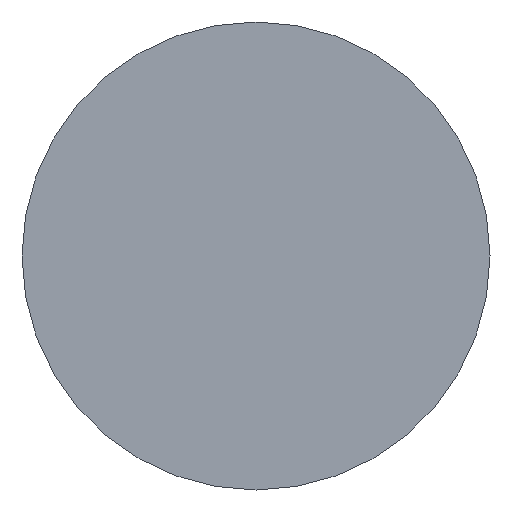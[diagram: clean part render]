
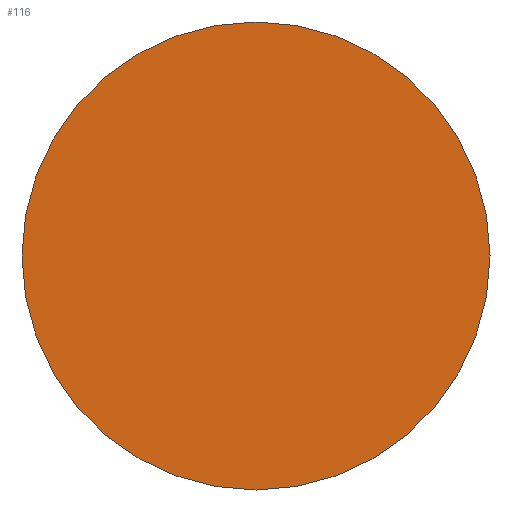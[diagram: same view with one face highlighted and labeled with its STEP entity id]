
A CAD part, front view. The second image highlights one B-rep face of the part: STEP entity #116.
In plain terms, the highlighted planar face has unit normal (0, -1, 0).
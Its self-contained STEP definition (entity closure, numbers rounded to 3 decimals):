
#4 = DIRECTION ( 'NONE',  ( 0., 1., 0. ) ) ;
#7 = CARTESIAN_POINT ( 'NONE',  ( 50., 10., -15. ) ) ;
#22 = CARTESIAN_POINT ( 'NONE',  ( 0., 10., 0. ) ) ;
#30 = CARTESIAN_POINT ( 'NONE',  ( 0., 10., 5. ) ) ;
#38 = CIRCLE ( 'NONE', #79, 5. ) ;
#59 = DIRECTION ( 'NONE',  ( 0., 0., 1. ) ) ;
#71 = DIRECTION ( 'NONE',  ( 0., 0., -1. ) ) ;
#79 = AXIS2_PLACEMENT_3D ( 'NONE', #164, #97, #71 ) ;
#82 = DIRECTION ( 'NONE',  ( 0., 1., 0. ) ) ;
#88 = CIRCLE ( 'NONE', #112, 5. ) ;
#95 = DIRECTION ( 'NONE',  ( 0., 0., -1. ) ) ;
#97 = DIRECTION ( 'NONE',  ( 0., 1., 0. ) ) ;
#98 = PLANE ( 'NONE',  #152 ) ;
#107 = VERTEX_POINT ( 'NONE', #132 ) ;
#112 = AXIS2_PLACEMENT_3D ( 'NONE', #22, #82, #95 ) ;
#116 = ADVANCED_FACE ( 'NONE', ( #129 ), #98, .F. ) ;
#117 = EDGE_LOOP ( 'NONE', ( #175, #124 ) ) ;
#124 = ORIENTED_EDGE ( 'NONE', *, *, #131, .F. ) ;
#129 = FACE_OUTER_BOUND ( 'NONE', #117, .T. ) ;
#131 = EDGE_CURVE ( 'NONE', #138, #107, #88, .T. ) ;
#132 = CARTESIAN_POINT ( 'NONE',  ( 0., 10., -5. ) ) ;
#138 = VERTEX_POINT ( 'NONE', #30 ) ;
#140 = EDGE_CURVE ( 'NONE', #107, #138, #38, .T. ) ;
#152 = AXIS2_PLACEMENT_3D ( 'NONE', #7, #4, #59 ) ;
#164 = CARTESIAN_POINT ( 'NONE',  ( 0., 10., 0. ) ) ;
#175 = ORIENTED_EDGE ( 'NONE', *, *, #140, .F. ) ;
